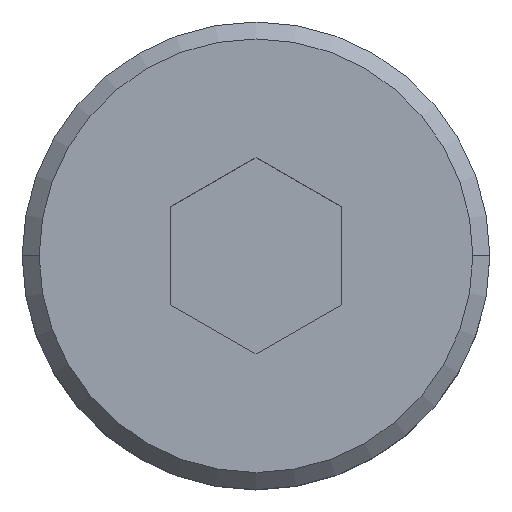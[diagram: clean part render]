
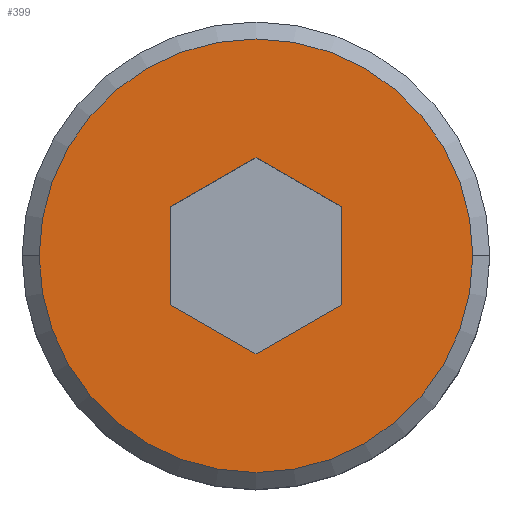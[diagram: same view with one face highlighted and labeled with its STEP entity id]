
A CAD part, top view. The second image highlights one B-rep face of the part: STEP entity #399.
In plain terms, the highlighted planar face has unit normal (0, 0, 1).
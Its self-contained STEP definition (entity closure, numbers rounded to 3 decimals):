
#17 = EDGE_CURVE ( 'NONE', #379, #529, #84, .T. ) ;
#23 = CARTESIAN_POINT ( 'NONE',  ( 2.55, 0., 3. ) ) ;
#25 = AXIS2_PLACEMENT_3D ( 'NONE', #549, #340, #386 ) ;
#27 = VECTOR ( 'NONE', #112, 1000. ) ;
#30 = CARTESIAN_POINT ( 'NONE',  ( 1., 0.577, 3. ) ) ;
#33 = VERTEX_POINT ( 'NONE', #445 ) ;
#37 = DIRECTION ( 'NONE',  ( -0.866, -0.5, 0. ) ) ;
#50 = DIRECTION ( 'NONE',  ( 0., 0., 1. ) ) ;
#56 = CARTESIAN_POINT ( 'NONE',  ( 0., 0., 3. ) ) ;
#64 = DIRECTION ( 'NONE',  ( 0., -1., 0. ) ) ;
#81 = VERTEX_POINT ( 'NONE', #314 ) ;
#84 = CIRCLE ( 'NONE', #159, 2.55 ) ;
#94 = DIRECTION ( 'NONE',  ( 0., 1., 0. ) ) ;
#96 = PLANE ( 'NONE',  #170 ) ;
#106 = ORIENTED_EDGE ( 'NONE', *, *, #17, .T. ) ;
#110 = DIRECTION ( 'NONE',  ( -0.866, 0.5, 0. ) ) ;
#112 = DIRECTION ( 'NONE',  ( 0.866, -0.5, 0. ) ) ;
#146 = EDGE_CURVE ( 'NONE', #81, #349, #416, .T. ) ;
#159 = AXIS2_PLACEMENT_3D ( 'NONE', #436, #440, #488 ) ;
#162 = CARTESIAN_POINT ( 'NONE',  ( 0., -1.155, 3. ) ) ;
#170 = AXIS2_PLACEMENT_3D ( 'NONE', #56, #50, #480 ) ;
#179 = VECTOR ( 'NONE', #94, 1000. ) ;
#186 = CARTESIAN_POINT ( 'NONE',  ( -2.55, 0., 3. ) ) ;
#197 = EDGE_LOOP ( 'NONE', ( #106, #546 ) ) ;
#216 = DIRECTION ( 'NONE',  ( 0.866, 0.5, 0. ) ) ;
#218 = EDGE_CURVE ( 'NONE', #254, #33, #281, .T. ) ;
#253 = LINE ( 'NONE', #424, #271 ) ;
#254 = VERTEX_POINT ( 'NONE', #30 ) ;
#258 = ORIENTED_EDGE ( 'NONE', *, *, #218, .F. ) ;
#270 = VECTOR ( 'NONE', #110, 1000. ) ;
#271 = VECTOR ( 'NONE', #37, 1000. ) ;
#281 = LINE ( 'NONE', #450, #270 ) ;
#288 = EDGE_CURVE ( 'NONE', #529, #379, #321, .T. ) ;
#306 = FACE_OUTER_BOUND ( 'NONE', #197, .T. ) ;
#307 = VERTEX_POINT ( 'NONE', #507 ) ;
#313 = LINE ( 'NONE', #474, #179 ) ;
#314 = CARTESIAN_POINT ( 'NONE',  ( -1., 0.577, 3. ) ) ;
#321 = CIRCLE ( 'NONE', #25, 2.55 ) ;
#330 = EDGE_CURVE ( 'NONE', #33, #81, #253, .T. ) ;
#332 = VECTOR ( 'NONE', #216, 1000. ) ;
#333 = CARTESIAN_POINT ( 'NONE',  ( -1., 0.577, 3. ) ) ;
#340 = DIRECTION ( 'NONE',  ( 0., 0., 1. ) ) ;
#349 = VERTEX_POINT ( 'NONE', #468 ) ;
#351 = ORIENTED_EDGE ( 'NONE', *, *, #146, .F. ) ;
#361 = CARTESIAN_POINT ( 'NONE',  ( -1., -0.577, 3. ) ) ;
#369 = EDGE_CURVE ( 'NONE', #508, #307, #426, .T. ) ;
#379 = VERTEX_POINT ( 'NONE', #186 ) ;
#386 = DIRECTION ( 'NONE',  ( 1., 0., 0. ) ) ;
#391 = FACE_BOUND ( 'NONE', #397, .T. ) ;
#397 = EDGE_LOOP ( 'NONE', ( #258, #438, #555, #537, #351, #519 ) ) ;
#399 = ADVANCED_FACE ( 'NONE', ( #306, #391 ), #96, .T. ) ;
#415 = EDGE_CURVE ( 'NONE', #307, #254, #313, .T. ) ;
#416 = LINE ( 'NONE', #333, #489 ) ;
#424 = CARTESIAN_POINT ( 'NONE',  ( 0., 1.155, 3. ) ) ;
#426 = LINE ( 'NONE', #562, #332 ) ;
#436 = CARTESIAN_POINT ( 'NONE',  ( 0., 0., 3. ) ) ;
#438 = ORIENTED_EDGE ( 'NONE', *, *, #415, .F. ) ;
#440 = DIRECTION ( 'NONE',  ( 0., 0., 1. ) ) ;
#445 = CARTESIAN_POINT ( 'NONE',  ( 0., 1.155, 3. ) ) ;
#450 = CARTESIAN_POINT ( 'NONE',  ( 1., 0.577, 3. ) ) ;
#468 = CARTESIAN_POINT ( 'NONE',  ( -1., -0.577, 3. ) ) ;
#474 = CARTESIAN_POINT ( 'NONE',  ( 1., -0.577, 3. ) ) ;
#480 = DIRECTION ( 'NONE',  ( 1., 0., 0. ) ) ;
#488 = DIRECTION ( 'NONE',  ( 1., 0., 0. ) ) ;
#489 = VECTOR ( 'NONE', #64, 1000. ) ;
#496 = LINE ( 'NONE', #361, #27 ) ;
#507 = CARTESIAN_POINT ( 'NONE',  ( 1., -0.577, 3. ) ) ;
#508 = VERTEX_POINT ( 'NONE', #162 ) ;
#519 = ORIENTED_EDGE ( 'NONE', *, *, #330, .F. ) ;
#529 = VERTEX_POINT ( 'NONE', #23 ) ;
#537 = ORIENTED_EDGE ( 'NONE', *, *, #539, .F. ) ;
#539 = EDGE_CURVE ( 'NONE', #349, #508, #496, .T. ) ;
#546 = ORIENTED_EDGE ( 'NONE', *, *, #288, .T. ) ;
#549 = CARTESIAN_POINT ( 'NONE',  ( 0., 0., 3. ) ) ;
#555 = ORIENTED_EDGE ( 'NONE', *, *, #369, .F. ) ;
#562 = CARTESIAN_POINT ( 'NONE',  ( 0., -1.155, 3. ) ) ;
